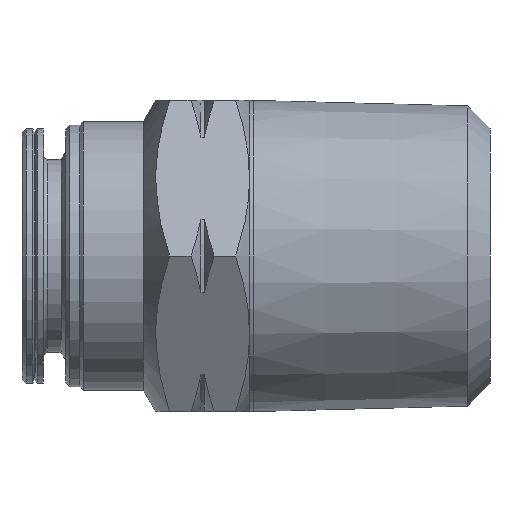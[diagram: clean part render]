
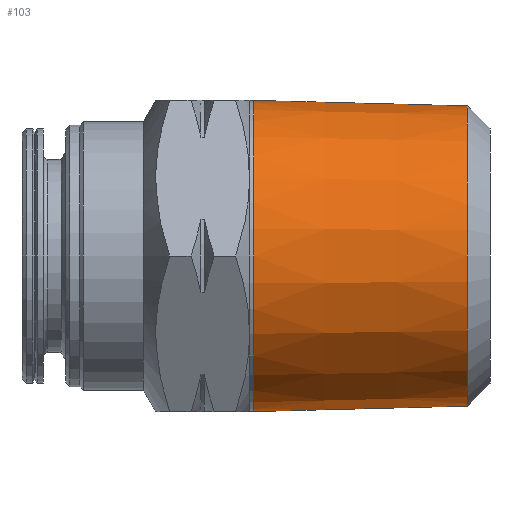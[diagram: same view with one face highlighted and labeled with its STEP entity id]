
A CAD part, left-side view. The second image highlights one B-rep face of the part: STEP entity #103.
In plain terms, the highlighted conical face has half-angle 1.47 degrees and reference radius 11.008 mm.
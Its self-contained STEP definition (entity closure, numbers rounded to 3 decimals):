
#103 = ADVANCED_FACE( 'NONE', ( #207, #208 ), #209, .T. );
#207 = FACE_OUTER_BOUND( '', #351, .T. );
#208 = FACE_BOUND( '', #352, .T. );
#209 = CONICAL_SURFACE( '', #353, 11.008, 0.026 );
#351 = EDGE_LOOP( '', ( #626 ) );
#352 = EDGE_LOOP( '', ( #627 ) );
#353 = AXIS2_PLACEMENT_3D( '', #628, #629, #630 );
#626 = ORIENTED_EDGE( '', *, *, #903, .T. );
#627 = ORIENTED_EDGE( '', *, *, #905, .F. );
#628 = CARTESIAN_POINT( '', ( 0., 17., 0. ) );
#629 = DIRECTION( '', ( 0., 1., 0. ) );
#630 = DIRECTION( '', ( 0., 0., 1. ) );
#903 = EDGE_CURVE( 'NONE', #1082, #1082, #1083, .T. );
#905 = EDGE_CURVE( 'NONE', #1085, #1085, #1086, .T. );
#1082 = VERTEX_POINT( '', #1428 );
#1083 = CIRCLE( '', #1429, 11. );
#1085 = VERTEX_POINT( '', #1431 );
#1086 = CIRCLE( '', #1432, 10.613 );
#1428 = CARTESIAN_POINT( '', ( 0., 16.695, 11. ) );
#1429 = AXIS2_PLACEMENT_3D( '', #1588, #1589, #1590 );
#1431 = CARTESIAN_POINT( '', ( 0., 1.6, -10.613 ) );
#1432 = AXIS2_PLACEMENT_3D( '', #1594, #1595, #1596 );
#1588 = CARTESIAN_POINT( '', ( 0., 16.695, 0. ) );
#1589 = DIRECTION( '', ( 0., -1., 0. ) );
#1590 = DIRECTION( '', ( 0., 0., 1. ) );
#1594 = CARTESIAN_POINT( '', ( 0., 1.6, 0. ) );
#1595 = DIRECTION( '', ( 0., -1., 0. ) );
#1596 = DIRECTION( '', ( 0., 0., -1. ) );
